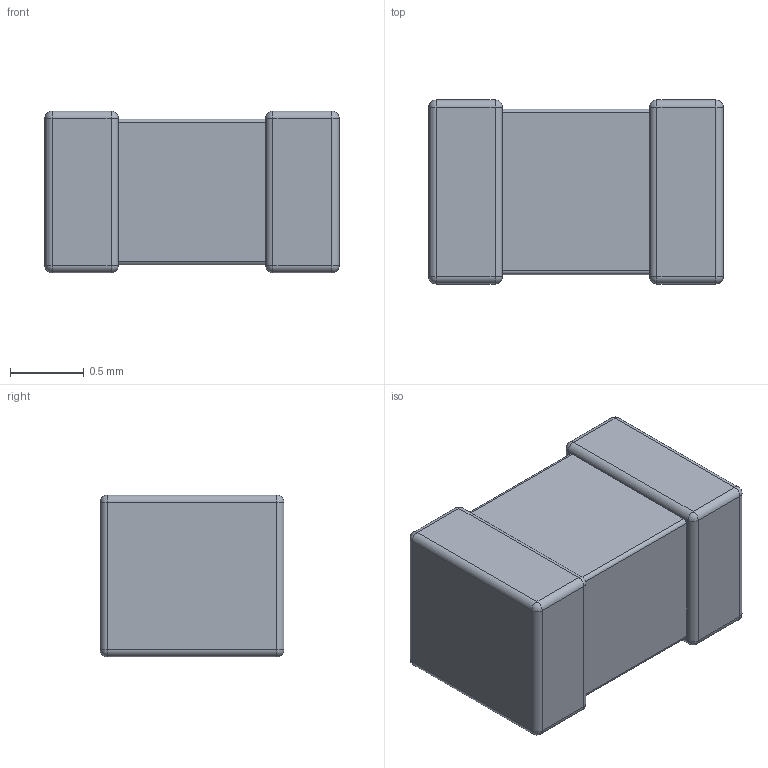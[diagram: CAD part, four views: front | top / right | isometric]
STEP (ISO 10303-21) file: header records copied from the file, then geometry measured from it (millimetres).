
FILE_DESCRIPTION(('FreeCAD Model'),'2;1');
FILE_NAME('C_0805_2012M_h1.10.step','2019-07-22T13:34:31',('Author'),(''), 'Open CASCADE STEP processor 7.3','FreeCAD','Unknown');
FILE_SCHEMA(('AUTOMOTIVE_DESIGN { 1 0 10303 214 1 1 1 1 }'));
Length unit declared in the file: millimetre
Products named in the file (1): C_0805_2012M_h1.10
Bounding box: 2 x 1.25 x 1.1 mm (x, y, z)
Volume: 2.5 mm3; surface area: 11.7 mm2
Topology: 1 solids, 1 shells, 60 faces, 136 edges, 64 vertices
Faces by surface type: cylinder 28, plane 16, sphere 16
Entity records: 1949 total; most frequent: DIRECTION 298, CARTESIAN_POINT 245, ORIENTED_EDGE 240, EDGE_CURVE 120, AXIS2_PLACEMENT_3D 117, VERTEX_POINT 64, LINE 64, VECTOR 64
